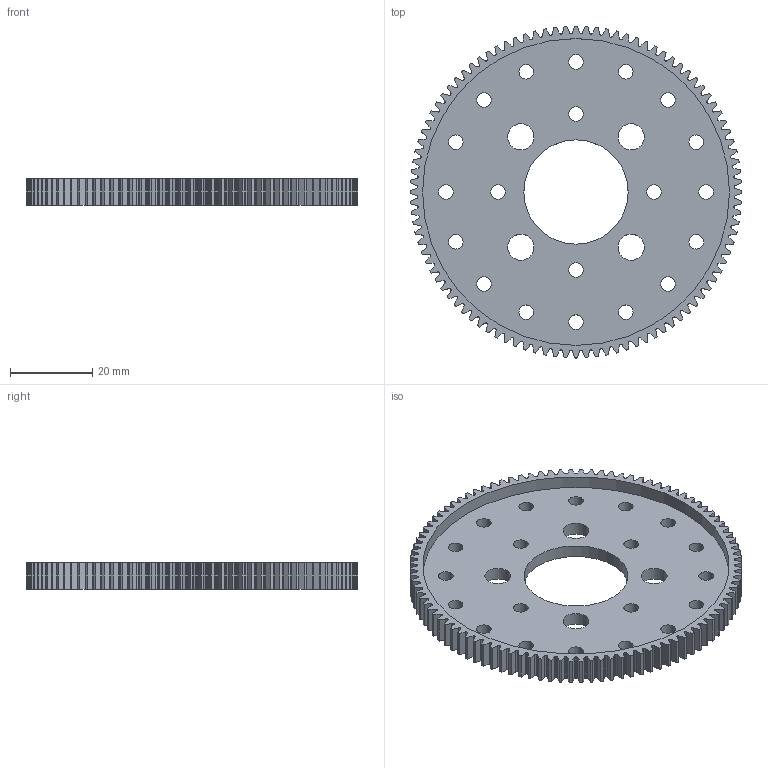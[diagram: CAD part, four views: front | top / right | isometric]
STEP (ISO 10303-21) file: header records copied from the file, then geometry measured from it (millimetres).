
FILE_DESCRIPTION (( 'STEP AP203' ), '1' );
FILE_NAME ('615234.STEP', '2016-10-04T20:23:12', ( '' ), ( '' ), 'SwSTEP 2.0', 'SolidWorks 2014', '' );
FILE_SCHEMA (( 'CONFIG_CONTROL_DESIGN' ));
Length unit declared in the file: millimetre
Products named in the file (1): 615234
Bounding box: 80.96 x 80.96 x 6.35 mm (x, y, z)
Volume: 14733.2 mm3; surface area: 13266.3 mm2
Topology: 1 solids, 1 shells, 856 faces, 2559 edges, 1706 vertices
Faces by surface type: bspline 400, cylinder 253, plane 203
Entity records: 41666 total; most frequent: CARTESIAN_POINT 20722, ORIENTED_EDGE 5118, DIRECTION 3179, EDGE_CURVE 2559, VERTEX_POINT 1706, VECTOR 1253, LINE 1253, AXIS2_PLACEMENT_3D 963
